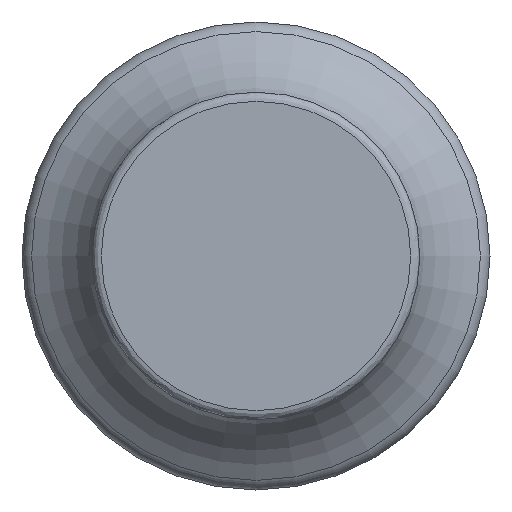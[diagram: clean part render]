
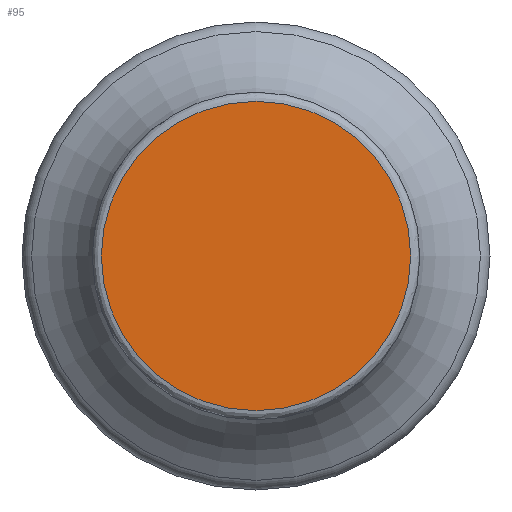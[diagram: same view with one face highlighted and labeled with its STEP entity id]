
A CAD part, left-side view. The second image highlights one B-rep face of the part: STEP entity #95.
In plain terms, the highlighted planar face has unit normal (-1, 0, 0).
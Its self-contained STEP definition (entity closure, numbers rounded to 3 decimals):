
#95=ADVANCED_FACE('',(#106),#102,.T.);
#102=PLANE('',#232);
#106=FACE_OUTER_BOUND('',#130,.T.);
#130=EDGE_LOOP('',(#158));
#158=ORIENTED_EDGE('',*,*,#189,.T.);
#175=VERTEX_POINT('',#336);
#189=EDGE_CURVE('',#175,#175,#203,.T.);
#203=CIRCLE('',#231,6.612);
#231=AXIS2_PLACEMENT_3D('',#335,#285,#286);
#232=AXIS2_PLACEMENT_3D('',#337,#287,#288);
#285=DIRECTION('',(-1.,0.,0.));
#286=DIRECTION('',(0.,0.,1.));
#287=DIRECTION('',(-1.,0.,0.));
#288=DIRECTION('',(0.,0.,1.));
#335=CARTESIAN_POINT('',(0.,0.,0.));
#336=CARTESIAN_POINT('',(0.,0.,6.612));
#337=CARTESIAN_POINT('',(0.,0.,0.));
